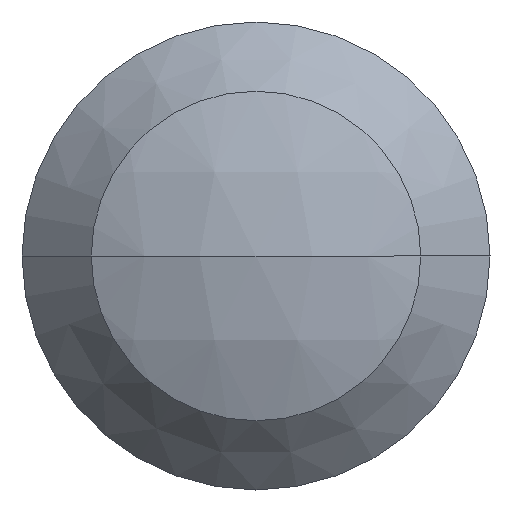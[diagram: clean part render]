
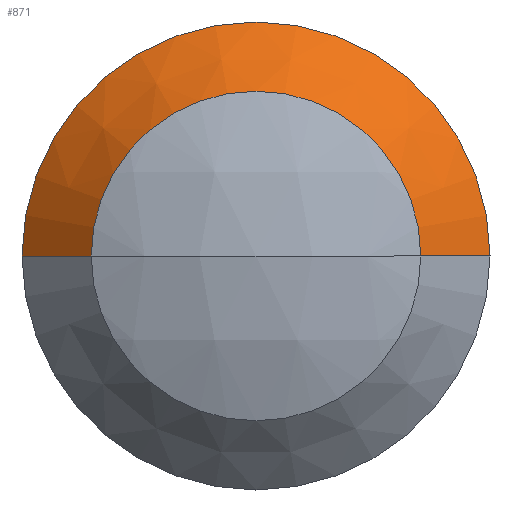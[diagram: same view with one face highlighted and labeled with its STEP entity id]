
A CAD part, left-side view. The second image highlights one B-rep face of the part: STEP entity #871.
In plain terms, the highlighted conical face has half-angle 45 degrees and reference radius 0.254 mm.
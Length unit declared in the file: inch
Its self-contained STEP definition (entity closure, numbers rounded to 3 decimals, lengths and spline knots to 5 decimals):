
#37 = DIRECTION ( 'NONE',  ( 0., 1., 0. ) ) ;
#53 = ORIENTED_EDGE ( 'NONE', *, *, #609, .F. ) ;
#56 = FACE_OUTER_BOUND ( 'NONE', #233, .T. ) ;
#75 = DIRECTION ( 'NONE',  ( 0.707, -0.707, 0. ) ) ;
#97 = VECTOR ( 'NONE', #75, 39.37008 ) ;
#102 = CARTESIAN_POINT ( 'NONE',  ( 0.1458, -0.01, 0. ) ) ;
#136 = CARTESIAN_POINT ( 'NONE',  ( 0.15, 0.0142, 0. ) ) ;
#185 = VECTOR ( 'NONE', #889, 39.37008 ) ;
#192 = LINE ( 'NONE', #260, #185 ) ;
#216 = CIRCLE ( 'NONE', #549, 0.01 ) ;
#223 = CIRCLE ( 'NONE', #805, 0.0142 ) ;
#233 = EDGE_LOOP ( 'NONE', ( #485, #496, #53, #784 ) ) ;
#252 = DIRECTION ( 'NONE',  ( 1., 0., 0. ) ) ;
#257 = CARTESIAN_POINT ( 'NONE',  ( 0.1458, 0., 0. ) ) ;
#258 = VERTEX_POINT ( 'NONE', #490 ) ;
#260 = CARTESIAN_POINT ( 'NONE',  ( 0.1458, 0.01, 0. ) ) ;
#263 = LINE ( 'NONE', #102, #97 ) ;
#281 = EDGE_CURVE ( 'NONE', #258, #622, #216, .T. ) ;
#340 = DIRECTION ( 'NONE',  ( 0., 1., 0. ) ) ;
#376 = DIRECTION ( 'NONE',  ( 1., 0., 0. ) ) ;
#465 = CARTESIAN_POINT ( 'NONE',  ( 0.1458, 0., 0. ) ) ;
#484 = AXIS2_PLACEMENT_3D ( 'NONE', #465, #376, #37 ) ;
#485 = ORIENTED_EDGE ( 'NONE', *, *, #281, .T. ) ;
#490 = CARTESIAN_POINT ( 'NONE',  ( 0.1458, 0.01, 0. ) ) ;
#496 = ORIENTED_EDGE ( 'NONE', *, *, #541, .T. ) ;
#541 = EDGE_CURVE ( 'NONE', #622, #811, #263, .T. ) ;
#547 = CARTESIAN_POINT ( 'NONE',  ( 0.1458, -0.01, 0. ) ) ;
#549 = AXIS2_PLACEMENT_3D ( 'NONE', #257, #791, #340 ) ;
#594 = VERTEX_POINT ( 'NONE', #136 ) ;
#609 = EDGE_CURVE ( 'NONE', #594, #811, #223, .T. ) ;
#622 = VERTEX_POINT ( 'NONE', #547 ) ;
#624 = EDGE_CURVE ( 'NONE', #258, #594, #192, .T. ) ;
#656 = CONICAL_SURFACE ( 'NONE', #484, 0.01, 0.785 ) ;
#778 = CARTESIAN_POINT ( 'NONE',  ( 0.15, 0., 0. ) ) ;
#784 = ORIENTED_EDGE ( 'NONE', *, *, #624, .F. ) ;
#791 = DIRECTION ( 'NONE',  ( 1., 0., 0. ) ) ;
#805 = AXIS2_PLACEMENT_3D ( 'NONE', #778, #252, #896 ) ;
#811 = VERTEX_POINT ( 'NONE', #824 ) ;
#824 = CARTESIAN_POINT ( 'NONE',  ( 0.15, -0.0142, 0. ) ) ;
#871 = ADVANCED_FACE ( 'NONE', ( #56 ), #656, .T. ) ;
#889 = DIRECTION ( 'NONE',  ( 0.707, 0.707, 0. ) ) ;
#896 = DIRECTION ( 'NONE',  ( 0., 1., 0. ) ) ;
